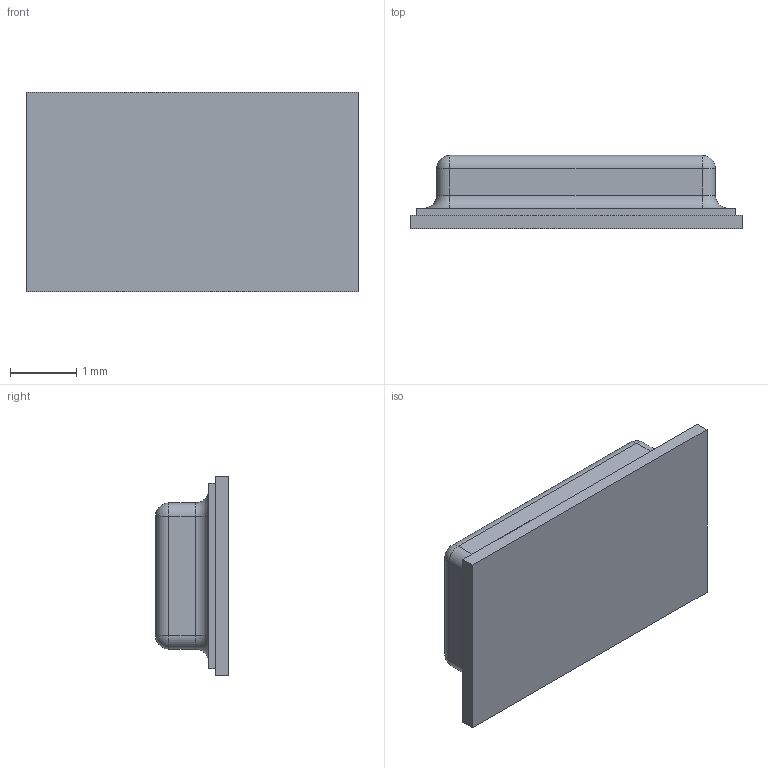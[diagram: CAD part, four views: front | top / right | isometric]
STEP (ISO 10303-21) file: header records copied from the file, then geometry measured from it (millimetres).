
FILE_DESCRIPTION (( 'STEP AP214' ), '1' );
FILE_NAME ('MPL3115A2.STEP', '2013-05-02T14:07:22', ( 'Master' ), ( '' ), 'SwSTEP 2.0', 'SolidWorks 2010', '' );
FILE_SCHEMA (( 'AUTOMOTIVE_DESIGN' ));
Length unit declared in the file: millimetre
Products named in the file (1): MPL3115A2
Bounding box: 5 x 1.1 x 3 mm (x, y, z)
Volume: 5.1 mm3; surface area: 73.4 mm2
Topology: 1 solids, 1 shells, 64 faces, 142 edges, 76 vertices
Faces by surface type: cylinder 26, plane 22, sphere 8, torus 8
Entity records: 2350 total; most frequent: DIRECTION 324, CARTESIAN_POINT 275, ORIENTED_EDGE 268, EDGE_CURVE 134, AXIS2_PLACEMENT_3D 125, VERTEX_POINT 76, LINE 74, VECTOR 74
